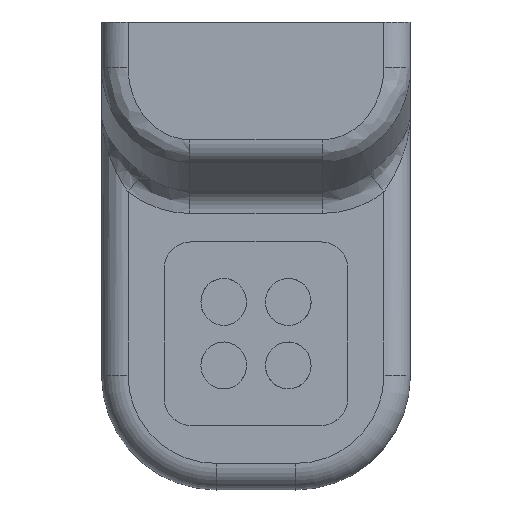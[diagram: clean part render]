
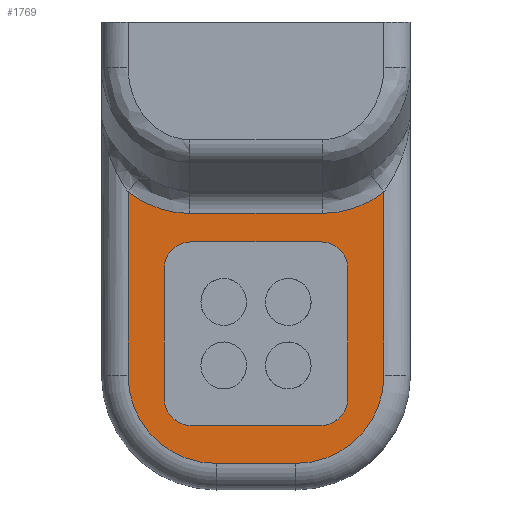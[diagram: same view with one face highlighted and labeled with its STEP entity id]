
A CAD part, top view. The second image highlights one B-rep face of the part: STEP entity #1769.
In plain terms, the highlighted planar face has unit normal (0, 0, 1).
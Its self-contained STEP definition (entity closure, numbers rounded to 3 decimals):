
#59=FACE_BOUND('',#358,.T.);
#64=CIRCLE('',#1891,3.007);
#66=CIRCLE('',#1895,3.063);
#68=CIRCLE('',#1899,3.063);
#70=CIRCLE('',#1903,3.007);
#72=CIRCLE('',#1907,10.);
#73=CIRCLE('',#1908,10.);
#180=PLANE('',#1906);
#242=FACE_OUTER_BOUND('',#357,.T.);
#357=EDGE_LOOP('',(#1272,#1273,#1274,#1275,#1276,#1277,#1278,#1279));
#358=EDGE_LOOP('',(#1280,#1281,#1282,#1283,#1284,#1285,#1286,#1287));
#464=LINE('',#2728,#604);
#469=LINE('',#2742,#609);
#473=LINE('',#2754,#613);
#477=LINE('',#2766,#617);
#480=LINE('',#2777,#620);
#481=LINE('',#2781,#621);
#482=LINE('',#2785,#622);
#483=LINE('',#2789,#623);
#604=VECTOR('',#2108,10.);
#609=VECTOR('',#2121,10.);
#613=VECTOR('',#2133,10.);
#617=VECTOR('',#2145,10.);
#620=VECTOR('',#2158,10.);
#621=VECTOR('',#2161,10.);
#622=VECTOR('',#2164,10.);
#623=VECTOR('',#2167,10.);
#748=ELLIPSE('',#1909,15.277,13.);
#749=ELLIPSE('',#1910,15.277,13.);
#780=VERTEX_POINT('',#2726);
#781=VERTEX_POINT('',#2727);
#784=VERTEX_POINT('',#2735);
#786=VERTEX_POINT('',#2741);
#788=VERTEX_POINT('',#2747);
#790=VERTEX_POINT('',#2753);
#792=VERTEX_POINT('',#2759);
#794=VERTEX_POINT('',#2765);
#796=VERTEX_POINT('',#2775);
#797=VERTEX_POINT('',#2776);
#798=VERTEX_POINT('',#2778);
#799=VERTEX_POINT('',#2780);
#800=VERTEX_POINT('',#2782);
#801=VERTEX_POINT('',#2784);
#802=VERTEX_POINT('',#2786);
#803=VERTEX_POINT('',#2788);
#954=EDGE_CURVE('',#780,#781,#464,.T.);
#958=EDGE_CURVE('',#781,#784,#64,.T.);
#961=EDGE_CURVE('',#784,#786,#469,.T.);
#964=EDGE_CURVE('',#786,#788,#66,.T.);
#967=EDGE_CURVE('',#788,#790,#473,.T.);
#970=EDGE_CURVE('',#790,#792,#68,.T.);
#973=EDGE_CURVE('',#792,#794,#477,.T.);
#976=EDGE_CURVE('',#794,#780,#70,.T.);
#978=EDGE_CURVE('',#796,#797,#480,.T.);
#979=EDGE_CURVE('',#798,#796,#72,.T.);
#980=EDGE_CURVE('',#799,#798,#481,.T.);
#981=EDGE_CURVE('',#800,#799,#73,.T.);
#982=EDGE_CURVE('',#801,#800,#482,.T.);
#983=EDGE_CURVE('',#802,#801,#748,.T.);
#984=EDGE_CURVE('',#803,#802,#483,.T.);
#985=EDGE_CURVE('',#797,#803,#749,.T.);
#1272=ORIENTED_EDGE('',*,*,#978,.F.);
#1273=ORIENTED_EDGE('',*,*,#979,.F.);
#1274=ORIENTED_EDGE('',*,*,#980,.F.);
#1275=ORIENTED_EDGE('',*,*,#981,.F.);
#1276=ORIENTED_EDGE('',*,*,#982,.F.);
#1277=ORIENTED_EDGE('',*,*,#983,.F.);
#1278=ORIENTED_EDGE('',*,*,#984,.F.);
#1279=ORIENTED_EDGE('',*,*,#985,.F.);
#1280=ORIENTED_EDGE('',*,*,#954,.T.);
#1281=ORIENTED_EDGE('',*,*,#958,.T.);
#1282=ORIENTED_EDGE('',*,*,#961,.T.);
#1283=ORIENTED_EDGE('',*,*,#964,.T.);
#1284=ORIENTED_EDGE('',*,*,#967,.T.);
#1285=ORIENTED_EDGE('',*,*,#970,.T.);
#1286=ORIENTED_EDGE('',*,*,#973,.T.);
#1287=ORIENTED_EDGE('',*,*,#976,.T.);
#1769=ADVANCED_FACE('',(#242,#59),#180,.T.);
#1891=AXIS2_PLACEMENT_3D('',#2736,#2114,#2115);
#1895=AXIS2_PLACEMENT_3D('',#2748,#2126,#2127);
#1899=AXIS2_PLACEMENT_3D('',#2760,#2138,#2139);
#1903=AXIS2_PLACEMENT_3D('',#2771,#2150,#2151);
#1906=AXIS2_PLACEMENT_3D('',#2774,#2156,#2157);
#1907=AXIS2_PLACEMENT_3D('',#2779,#2159,#2160);
#1908=AXIS2_PLACEMENT_3D('',#2783,#2162,#2163);
#1909=AXIS2_PLACEMENT_3D('',#2787,#2165,#2166);
#1910=AXIS2_PLACEMENT_3D('',#2790,#2168,#2169);
#2108=DIRECTION('',(1.,0.,0.));
#2114=DIRECTION('center_axis',(0.,0.,-1.));
#2115=DIRECTION('ref_axis',(1.,0.,0.));
#2121=DIRECTION('',(0.,-1.,0.));
#2126=DIRECTION('center_axis',(0.,0.,-1.));
#2127=DIRECTION('ref_axis',(0.,-1.,0.));
#2133=DIRECTION('',(-1.,0.,0.));
#2138=DIRECTION('center_axis',(0.,0.,-1.));
#2139=DIRECTION('ref_axis',(-1.,0.,0.));
#2145=DIRECTION('',(0.,1.,0.));
#2150=DIRECTION('center_axis',(0.,0.,-1.));
#2151=DIRECTION('ref_axis',(0.,1.,0.));
#2156=DIRECTION('center_axis',(0.,0.,1.));
#2157=DIRECTION('ref_axis',(1.,0.,0.));
#2158=DIRECTION('',(0.,1.,0.));
#2159=DIRECTION('center_axis',(0.,0.,-1.));
#2160=DIRECTION('ref_axis',(-0.707,-0.707,0.));
#2161=DIRECTION('',(-1.,0.,0.));
#2162=DIRECTION('center_axis',(0.,0.,-1.));
#2163=DIRECTION('ref_axis',(0.707,-0.707,0.));
#2164=DIRECTION('',(0.,-1.,0.));
#2165=DIRECTION('center_axis',(0.,0.,1.));
#2166=DIRECTION('ref_axis',(0.,-1.,0.));
#2167=DIRECTION('',(1.,0.,0.));
#2168=DIRECTION('center_axis',(0.,0.,1.));
#2169=DIRECTION('ref_axis',(0.,-1.,0.));
#2726=CARTESIAN_POINT('',(-7.393,-2.907,2.));
#2727=CARTESIAN_POINT('',(7.393,-2.907,2.));
#2728=CARTESIAN_POINT('',(3.697,-2.907,2.));
#2735=CARTESIAN_POINT('',(10.4,-5.914,2.));
#2736=CARTESIAN_POINT('Origin',(7.393,-5.914,2.));
#2741=CARTESIAN_POINT('',(10.4,-20.63,2.));
#2742=CARTESIAN_POINT('',(10.4,-17.565,2.));
#2747=CARTESIAN_POINT('',(7.338,-23.693,2.));
#2748=CARTESIAN_POINT('Origin',(7.338,-20.63,2.));
#2753=CARTESIAN_POINT('',(-7.338,-23.693,2.));
#2754=CARTESIAN_POINT('',(-3.669,-23.693,2.));
#2759=CARTESIAN_POINT('',(-10.4,-20.63,2.));
#2760=CARTESIAN_POINT('Origin',(-7.338,-20.63,2.));
#2765=CARTESIAN_POINT('',(-10.4,-5.914,2.));
#2766=CARTESIAN_POINT('',(-10.4,-10.207,2.));
#2771=CARTESIAN_POINT('Origin',(-7.393,-5.914,2.));
#2774=CARTESIAN_POINT('Origin',(0.,-14.5,2.));
#2775=CARTESIAN_POINT('',(-14.5,-18.,2.));
#2776=CARTESIAN_POINT('',(-14.5,2.73,2.));
#2777=CARTESIAN_POINT('',(-14.5,-16.25,2.));
#2778=CARTESIAN_POINT('',(-4.5,-28.,2.));
#2779=CARTESIAN_POINT('Origin',(-4.5,-18.,2.));
#2780=CARTESIAN_POINT('',(4.5,-28.,2.));
#2781=CARTESIAN_POINT('',(2.25,-28.,2.));
#2782=CARTESIAN_POINT('',(14.5,-18.,2.));
#2783=CARTESIAN_POINT('Origin',(4.5,-18.,2.));
#2784=CARTESIAN_POINT('',(14.5,2.73,2.));
#2785=CARTESIAN_POINT('',(14.5,3.75,2.));
#2786=CARTESIAN_POINT('',(7.5,0.326,2.));
#2787=CARTESIAN_POINT('Origin',(7.5,15.604,2.));
#2788=CARTESIAN_POINT('',(-7.5,0.326,2.));
#2789=CARTESIAN_POINT('',(0.,0.326,2.));
#2790=CARTESIAN_POINT('Origin',(-7.5,15.604,2.));
